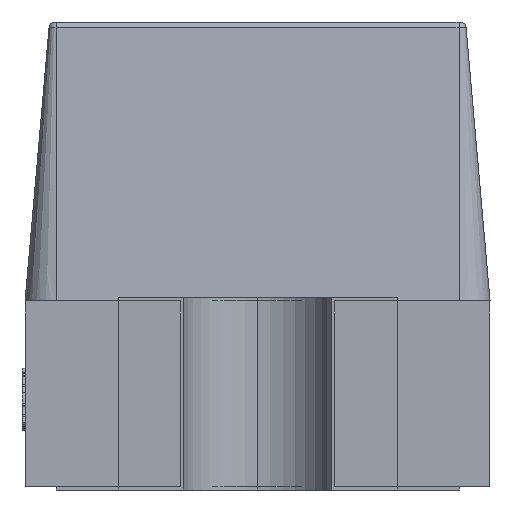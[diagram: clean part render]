
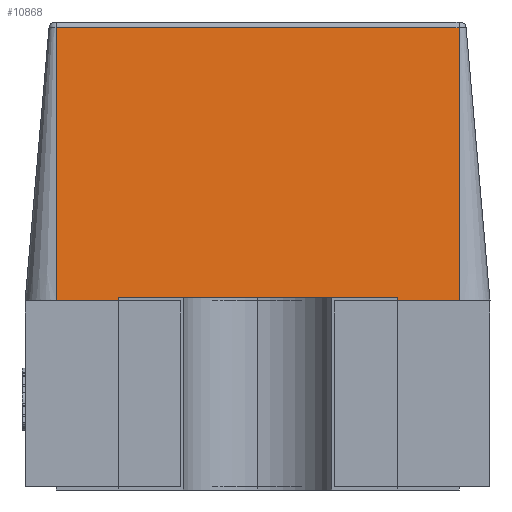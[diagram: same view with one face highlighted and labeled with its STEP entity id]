
A CAD part, left-side view. The second image highlights one B-rep face of the part: STEP entity #10868.
In plain terms, the highlighted planar face has unit normal (-0.996, 0, 0.087).
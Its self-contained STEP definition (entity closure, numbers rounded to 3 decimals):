
#493 = CARTESIAN_POINT ( 'NONE',  ( -0.923, 0.65, 1.482 ) ) ;
#1288 = VECTOR ( 'NONE', #7920, 1000. ) ;
#2560 = CARTESIAN_POINT ( 'NONE',  ( -1., 0.65, 0.6 ) ) ;
#3801 = ORIENTED_EDGE ( 'NONE', *, *, #18282, .T. ) ;
#4659 = FACE_OUTER_BOUND ( 'NONE', #11325, .T. ) ;
#4996 = CARTESIAN_POINT ( 'NONE',  ( -1., 0.65, 0.6 ) ) ;
#5448 = CARTESIAN_POINT ( 'NONE',  ( -0.923, -0.65, 1.482 ) ) ;
#5785 = PLANE ( 'NONE',  #9232 ) ;
#6010 = CARTESIAN_POINT ( 'NONE',  ( -1., 0.65, 0.6 ) ) ;
#6183 = DIRECTION ( 'NONE',  ( 0., 1., 0. ) ) ;
#6756 = VECTOR ( 'NONE', #14712, 1000. ) ;
#6982 = VERTEX_POINT ( 'NONE', #14187 ) ;
#7329 = LINE ( 'NONE', #493, #8251 ) ;
#7505 = CARTESIAN_POINT ( 'NONE',  ( -1., 0.65, 0.6 ) ) ;
#7920 = DIRECTION ( 'NONE',  ( 0., -1., 0. ) ) ;
#8251 = VECTOR ( 'NONE', #6183, 1000. ) ;
#9065 = CARTESIAN_POINT ( 'NONE',  ( -1., -0.65, 0.6 ) ) ;
#9232 = AXIS2_PLACEMENT_3D ( 'NONE', #7505, #15879, #17582 ) ;
#9342 = LINE ( 'NONE', #4996, #1288 ) ;
#9964 = ORIENTED_EDGE ( 'NONE', *, *, #15733, .T. ) ;
#10868 = ADVANCED_FACE ( 'NONE', ( #4659 ), #5785, .T. ) ;
#11230 = ORIENTED_EDGE ( 'NONE', *, *, #14449, .F. ) ;
#11325 = EDGE_LOOP ( 'NONE', ( #11230, #3801, #17779, #9964 ) ) ;
#12074 = VERTEX_POINT ( 'NONE', #5448 ) ;
#12627 = EDGE_CURVE ( 'NONE', #16421, #16032, #13214, .T. ) ;
#13214 = LINE ( 'NONE', #6010, #6756 ) ;
#14187 = CARTESIAN_POINT ( 'NONE',  ( -1., -0.65, 0.6 ) ) ;
#14449 = EDGE_CURVE ( 'NONE', #12074, #6982, #15944, .T. ) ;
#14712 = DIRECTION ( 'NONE',  ( -0.087, 0., -0.996 ) ) ;
#15618 = VECTOR ( 'NONE', #17459, 1000. ) ;
#15733 = EDGE_CURVE ( 'NONE', #16032, #6982, #9342, .T. ) ;
#15879 = DIRECTION ( 'NONE',  ( -0.996, 0., 0.087 ) ) ;
#15944 = LINE ( 'NONE', #9065, #15618 ) ;
#16032 = VERTEX_POINT ( 'NONE', #2560 ) ;
#16049 = CARTESIAN_POINT ( 'NONE',  ( -0.923, 0.65, 1.482 ) ) ;
#16421 = VERTEX_POINT ( 'NONE', #16049 ) ;
#17459 = DIRECTION ( 'NONE',  ( -0.087, 0., -0.996 ) ) ;
#17582 = DIRECTION ( 'NONE',  ( 0.087, 0., 0.996 ) ) ;
#17779 = ORIENTED_EDGE ( 'NONE', *, *, #12627, .T. ) ;
#18282 = EDGE_CURVE ( 'NONE', #12074, #16421, #7329, .T. ) ;
